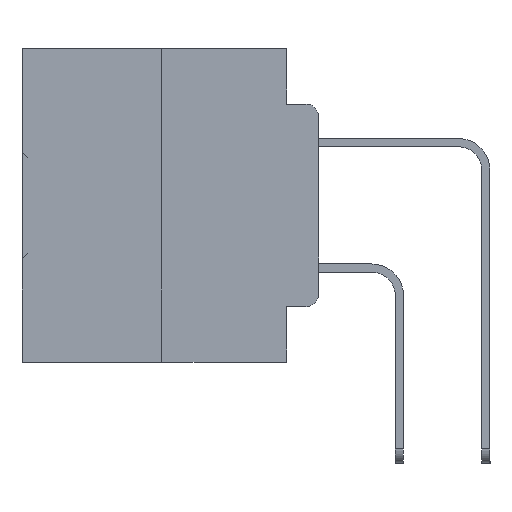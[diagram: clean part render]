
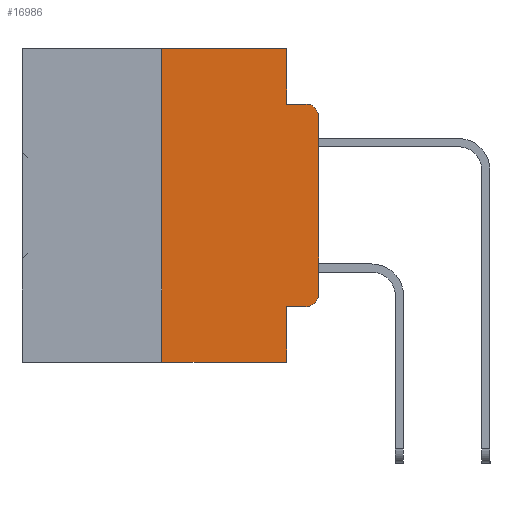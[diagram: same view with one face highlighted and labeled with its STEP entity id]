
A CAD part, left-side view. The second image highlights one B-rep face of the part: STEP entity #16986.
In plain terms, the highlighted planar face has unit normal (-1, 0, 0).
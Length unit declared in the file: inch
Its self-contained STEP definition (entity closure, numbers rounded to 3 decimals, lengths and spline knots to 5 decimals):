
#236 = DIRECTION ( 'NONE',  ( 0., 0., -1. ) ) ;
#411 = VECTOR ( 'NONE', #35409, 39.37008 ) ;
#445 = EDGE_CURVE ( 'NONE', #33865, #23099, #26600, .T. ) ;
#672 = AXIS2_PLACEMENT_3D ( 'NONE', #17607, #37634, #20514 ) ;
#720 = VERTEX_POINT ( 'NONE', #6009 ) ;
#1564 = LINE ( 'NONE', #31785, #23977 ) ;
#2496 = EDGE_CURVE ( 'NONE', #18478, #25947, #6907, .T. ) ;
#2528 = CARTESIAN_POINT ( 'NONE',  ( 0., 0.051, 0. ) ) ;
#3086 = ORIENTED_EDGE ( 'NONE', *, *, #24724, .T. ) ;
#3225 = CIRCLE ( 'NONE', #8935, 0.02 ) ;
#4693 = VECTOR ( 'NONE', #22454, 39.37008 ) ;
#5221 = VERTEX_POINT ( 'NONE', #33133 ) ;
#5529 = DIRECTION ( 'NONE',  ( 0., 0., -1. ) ) ;
#6009 = CARTESIAN_POINT ( 'NONE',  ( 0., 0., -0.3915 ) ) ;
#6140 = PLANE ( 'NONE',  #28813 ) ;
#6453 = CARTESIAN_POINT ( 'NONE',  ( 0., 0.25, 0. ) ) ;
#6465 = EDGE_CURVE ( 'NONE', #25947, #23175, #9737, .T. ) ;
#6907 = LINE ( 'NONE', #28601, #35804 ) ;
#7013 = CARTESIAN_POINT ( 'NONE',  ( 0., 0.051, -0.0885 ) ) ;
#7933 = CARTESIAN_POINT ( 'NONE',  ( 0., 0., 0. ) ) ;
#8935 = AXIS2_PLACEMENT_3D ( 'NONE', #29213, #11936, #32091 ) ;
#9102 = ORIENTED_EDGE ( 'NONE', *, *, #32389, .F. ) ;
#9546 = ORIENTED_EDGE ( 'NONE', *, *, #20174, .T. ) ;
#9737 = LINE ( 'NONE', #7013, #24239 ) ;
#9815 = CARTESIAN_POINT ( 'NONE',  ( 0., 0.02, -0.0885 ) ) ;
#11386 = CARTESIAN_POINT ( 'NONE',  ( 0., 0.051, -0.4115 ) ) ;
#11936 = DIRECTION ( 'NONE',  ( -1., 0., 0. ) ) ;
#12296 = ORIENTED_EDGE ( 'NONE', *, *, #16262, .T. ) ;
#12446 = VECTOR ( 'NONE', #5529, 39.37008 ) ;
#13706 = EDGE_CURVE ( 'NONE', #33865, #30244, #1564, .T. ) ;
#16188 = DIRECTION ( 'NONE',  ( 0., 0., 1. ) ) ;
#16262 = EDGE_CURVE ( 'NONE', #22987, #23175, #3225, .T. ) ;
#16481 = CARTESIAN_POINT ( 'NONE',  ( 0., 0.051, -0.4115 ) ) ;
#16986 = ADVANCED_FACE ( 'NONE', ( #26834 ), #6140, .F. ) ;
#17607 = CARTESIAN_POINT ( 'NONE',  ( 0., 0.02, -0.3915 ) ) ;
#17902 = DIRECTION ( 'NONE',  ( 1., 0., 0. ) ) ;
#18478 = VERTEX_POINT ( 'NONE', #18812 ) ;
#18812 = CARTESIAN_POINT ( 'NONE',  ( 0., 0.051, 0. ) ) ;
#20174 = EDGE_CURVE ( 'NONE', #720, #22987, #27841, .T. ) ;
#20511 = EDGE_CURVE ( 'NONE', #23099, #18478, #23787, .T. ) ;
#20514 = DIRECTION ( 'NONE',  ( 0., 0., -1. ) ) ;
#21086 = LINE ( 'NONE', #2528, #12446 ) ;
#21380 = CARTESIAN_POINT ( 'NONE',  ( 0., 0.051, -0.0885 ) ) ;
#21554 = DIRECTION ( 'NONE',  ( 0., -1., 0. ) ) ;
#21857 = ORIENTED_EDGE ( 'NONE', *, *, #2496, .F. ) ;
#22454 = DIRECTION ( 'NONE',  ( 0., 0., 1. ) ) ;
#22987 = VERTEX_POINT ( 'NONE', #29135 ) ;
#23056 = DIRECTION ( 'NONE',  ( 0., -1., 0. ) ) ;
#23099 = VERTEX_POINT ( 'NONE', #6453 ) ;
#23175 = VERTEX_POINT ( 'NONE', #9815 ) ;
#23638 = ORIENTED_EDGE ( 'NONE', *, *, #445, .F. ) ;
#23787 = LINE ( 'NONE', #32539, #411 ) ;
#23977 = VECTOR ( 'NONE', #28907, 39.37008 ) ;
#24239 = VECTOR ( 'NONE', #21554, 39.37008 ) ;
#24724 = EDGE_CURVE ( 'NONE', #5221, #720, #28265, .T. ) ;
#25947 = VERTEX_POINT ( 'NONE', #21380 ) ;
#26600 = LINE ( 'NONE', #26633, #32435 ) ;
#26633 = CARTESIAN_POINT ( 'NONE',  ( 0., 0.25, 0. ) ) ;
#26834 = FACE_OUTER_BOUND ( 'NONE', #32010, .T. ) ;
#27521 = VECTOR ( 'NONE', #23056, 39.37008 ) ;
#27649 = ORIENTED_EDGE ( 'NONE', *, *, #6465, .F. ) ;
#27841 = LINE ( 'NONE', #7933, #4693 ) ;
#28265 = CIRCLE ( 'NONE', #672, 0.02 ) ;
#28563 = EDGE_CURVE ( 'NONE', #32871, #5221, #35119, .T. ) ;
#28601 = CARTESIAN_POINT ( 'NONE',  ( 0., 0.051, 0. ) ) ;
#28813 = AXIS2_PLACEMENT_3D ( 'NONE', #35068, #17902, #236 ) ;
#28907 = DIRECTION ( 'NONE',  ( 0., -1., 0. ) ) ;
#29135 = CARTESIAN_POINT ( 'NONE',  ( 0., 0., -0.1085 ) ) ;
#29213 = CARTESIAN_POINT ( 'NONE',  ( 0., 0.02, -0.1085 ) ) ;
#30244 = VERTEX_POINT ( 'NONE', #33542 ) ;
#30257 = DIRECTION ( 'NONE',  ( 0., 0., -1. ) ) ;
#31253 = ORIENTED_EDGE ( 'NONE', *, *, #13706, .T. ) ;
#31785 = CARTESIAN_POINT ( 'NONE',  ( 0., 0.473, -0.5 ) ) ;
#32010 = EDGE_LOOP ( 'NONE', ( #9546, #12296, #27649, #21857, #37040, #23638, #31253, #9102, #33034, #3086 ) ) ;
#32091 = DIRECTION ( 'NONE',  ( 0., 0., -1. ) ) ;
#32389 = EDGE_CURVE ( 'NONE', #32871, #30244, #21086, .T. ) ;
#32435 = VECTOR ( 'NONE', #16188, 39.37008 ) ;
#32539 = CARTESIAN_POINT ( 'NONE',  ( 0., 0.473, 0. ) ) ;
#32749 = CARTESIAN_POINT ( 'NONE',  ( 0., 0.25, -0.5 ) ) ;
#32871 = VERTEX_POINT ( 'NONE', #16481 ) ;
#33034 = ORIENTED_EDGE ( 'NONE', *, *, #28563, .T. ) ;
#33133 = CARTESIAN_POINT ( 'NONE',  ( 0., 0.02, -0.4115 ) ) ;
#33542 = CARTESIAN_POINT ( 'NONE',  ( 0., 0.051, -0.5 ) ) ;
#33865 = VERTEX_POINT ( 'NONE', #32749 ) ;
#35068 = CARTESIAN_POINT ( 'NONE',  ( 0., 0.473, 0. ) ) ;
#35119 = LINE ( 'NONE', #11386, #27521 ) ;
#35409 = DIRECTION ( 'NONE',  ( 0., -1., 0. ) ) ;
#35804 = VECTOR ( 'NONE', #30257, 39.37008 ) ;
#37040 = ORIENTED_EDGE ( 'NONE', *, *, #20511, .F. ) ;
#37634 = DIRECTION ( 'NONE',  ( -1., 0., 0. ) ) ;
